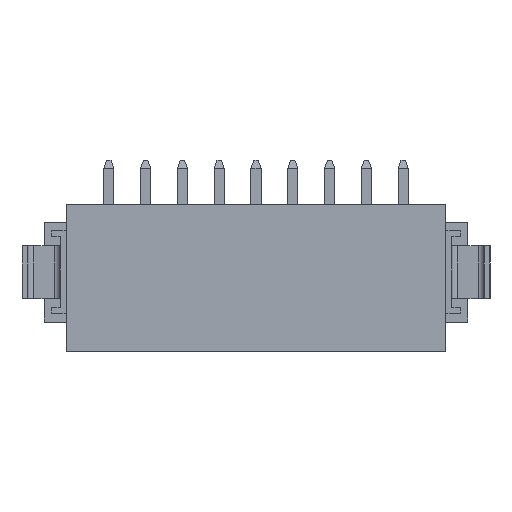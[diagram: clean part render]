
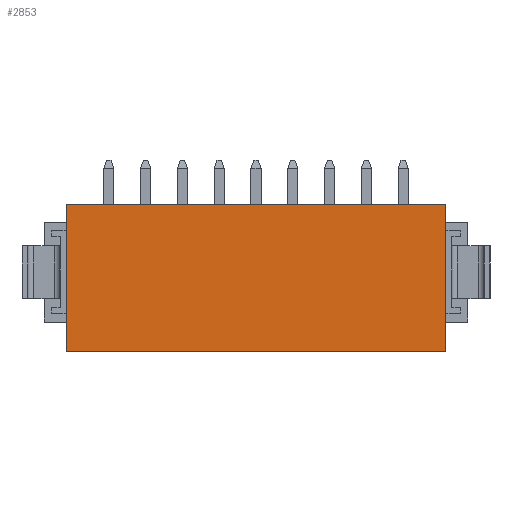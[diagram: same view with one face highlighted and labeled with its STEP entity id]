
A CAD part, top view. The second image highlights one B-rep face of the part: STEP entity #2853.
In plain terms, the highlighted planar face has unit normal (0, 0, 1).
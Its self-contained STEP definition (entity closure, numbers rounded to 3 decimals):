
#2654=CARTESIAN_POINT('',(6.45,2.5,3.6));
#2655=VERTEX_POINT('',#2654);
#2662=CARTESIAN_POINT('',(6.45,-2.5,3.6));
#2663=VERTEX_POINT('',#2662);
#2664=CARTESIAN_POINT('',(6.45,-2.5,3.6));
#2665=DIRECTION('',(0.0,1.0,0.0));
#2666=VECTOR('',#2665,5.0);
#2667=LINE('',#2664,#2666);
#2668=EDGE_CURVE('',#2663,#2655,#2667,.T.);
#2793=CARTESIAN_POINT('',(-6.45,-2.5,3.6));
#2794=VERTEX_POINT('',#2793);
#2795=CARTESIAN_POINT('',(-6.45,-2.5,3.6));
#2796=DIRECTION('',(1.0,0.0,0.0));
#2797=VECTOR('',#2796,12.9);
#2798=LINE('',#2795,#2797);
#2799=EDGE_CURVE('',#2794,#2663,#2798,.T.);
#2830=CARTESIAN_POINT('',(-4.375,0.,3.6));
#2831=DIRECTION('',(0.0,0.0,-1.0));
#2832=DIRECTION('',(-1.0,0.0,0.0));
#2833=AXIS2_PLACEMENT_3D('',#2830,#2831,#2832);
#2834=PLANE('',#2833);
#2835=CARTESIAN_POINT('',(-6.45,2.5,3.6));
#2836=VERTEX_POINT('',#2835);
#2837=CARTESIAN_POINT('',(6.45,2.5,3.6));
#2838=DIRECTION('',(-1.0,0.0,0.0));
#2839=VECTOR('',#2838,12.9);
#2840=LINE('',#2837,#2839);
#2841=EDGE_CURVE('',#2655,#2836,#2840,.T.);
#2842=ORIENTED_EDGE('',*,*,#2841,.T.);
#2843=CARTESIAN_POINT('',(-6.45,2.5,3.6));
#2844=DIRECTION('',(0.0,-1.0,0.0));
#2845=VECTOR('',#2844,5.0);
#2846=LINE('',#2843,#2845);
#2847=EDGE_CURVE('',#2836,#2794,#2846,.T.);
#2848=ORIENTED_EDGE('',*,*,#2847,.T.);
#2849=ORIENTED_EDGE('',*,*,#2799,.T.);
#2850=ORIENTED_EDGE('',*,*,#2668,.T.);
#2851=EDGE_LOOP('',(#2842,#2848,#2849,#2850));
#2852=FACE_OUTER_BOUND('',#2851,.T.);
#2853=ADVANCED_FACE('',(#2852),#2834,.F.);
